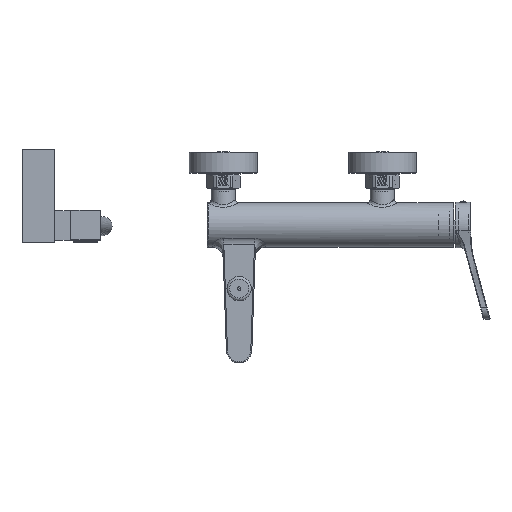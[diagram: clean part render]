
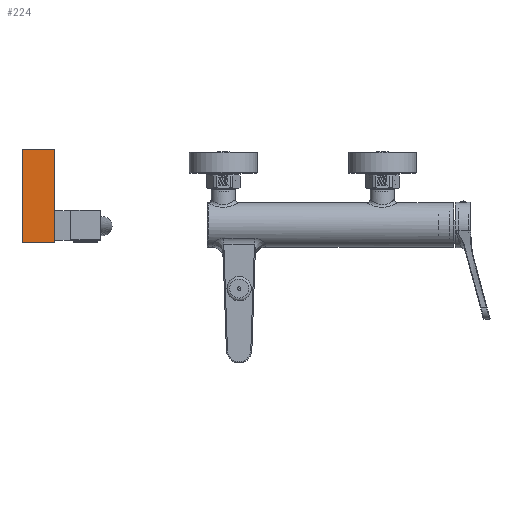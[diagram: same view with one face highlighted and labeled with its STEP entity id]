
A CAD part, top view. The second image highlights one B-rep face of the part: STEP entity #224.
In plain terms, the highlighted planar face has unit normal (0, 0, 1).
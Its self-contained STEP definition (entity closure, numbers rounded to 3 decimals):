
#60=CARTESIAN_POINT('',(-173.715,106.798,52.159));
#61=VERTEX_POINT('',#60);
#78=CARTESIAN_POINT('',(-204.715,106.798,52.159));
#79=VERTEX_POINT('',#78);
#86=CARTESIAN_POINT('',(-204.715,106.798,52.159));
#87=DIRECTION('',(1.,0.,-0.));
#88=VECTOR('',#87,31.);
#89=LINE('',#86,#88);
#90=EDGE_CURVE('',#79,#61,#89,.T.);
#100=CARTESIAN_POINT('',(-173.715,18.798,52.159));
#101=VERTEX_POINT('',#100);
#102=CARTESIAN_POINT('',(-173.715,106.798,52.159));
#103=DIRECTION('',(0.,-1.,-0.));
#104=VECTOR('',#103,88.);
#105=LINE('',#102,#104);
#106=EDGE_CURVE('',#61,#101,#105,.T.);
#166=CARTESIAN_POINT('',(-204.715,18.798,52.159));
#167=VERTEX_POINT('',#166);
#168=CARTESIAN_POINT('',(-173.715,18.798,52.159));
#169=DIRECTION('',(-1.,-0.,0.));
#170=VECTOR('',#169,31.);
#171=LINE('',#168,#170);
#172=EDGE_CURVE('',#101,#167,#171,.T.);
#208=CARTESIAN_POINT('',(-173.715,18.798,52.159));
#209=DIRECTION('',(0.,-0.,1.));
#210=DIRECTION('',(-0.,1.,0.));
#211=AXIS2_PLACEMENT_3D('',#208,#209,#210);
#212=PLANE('',#211);
#213=ORIENTED_EDGE('',*,*,#106,.F.);
#214=ORIENTED_EDGE('',*,*,#90,.F.);
#215=CARTESIAN_POINT('',(-204.715,18.798,52.159));
#216=DIRECTION('',(-0.,1.,0.));
#217=VECTOR('',#216,88.);
#218=LINE('',#215,#217);
#219=EDGE_CURVE('',#167,#79,#218,.T.);
#220=ORIENTED_EDGE('',*,*,#219,.F.);
#221=ORIENTED_EDGE('',*,*,#172,.F.);
#222=EDGE_LOOP('',(#213,#214,#220,#221));
#223=FACE_BOUND('',#222,.T.);
#224=ADVANCED_FACE('',(#223),#212,.T.);
